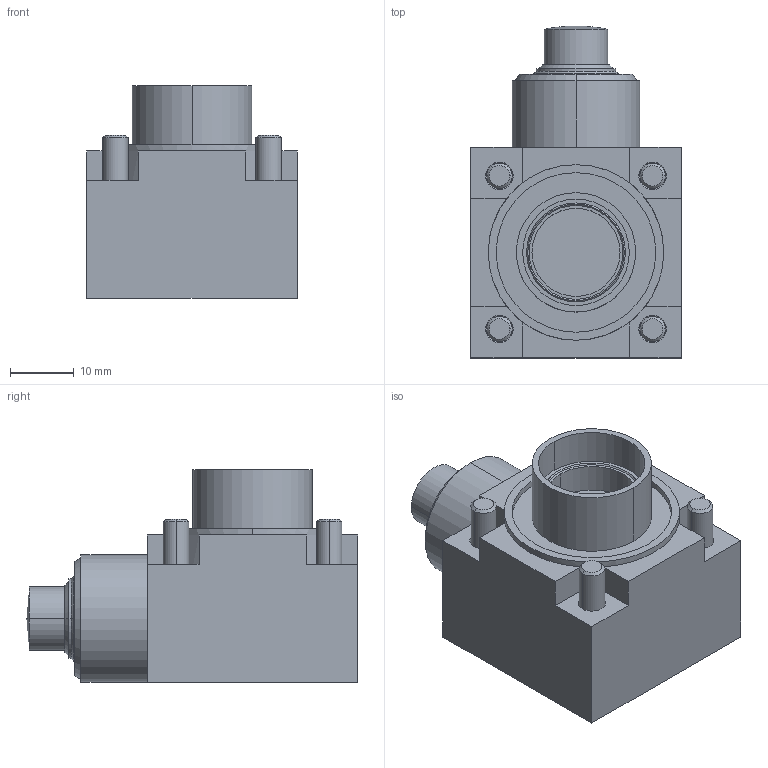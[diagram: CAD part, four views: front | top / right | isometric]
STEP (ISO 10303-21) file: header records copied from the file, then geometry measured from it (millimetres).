
FILE_DESCRIPTION(('STEP AP242'),'1');
FILE_NAME('zcke63.stp','2021-06-02T13:27:22',('TraceParts'),('TraceParts S.A.'),'Spatial InterOp 3D',' ',' ');
FILE_SCHEMA(('AP242_MANAGED_MODEL_BASED_3D_ENGINEERING_MIM_LF {1 0 10303 442 1 1 4}'));
Length unit declared in the file: millimetre
Products named in the file (1): zcke63_1
Bounding box: 33 x 52 x 33.35 mm (x, y, z)
Volume: 32049.7 mm3; surface area: 12550.4 mm2
Topology: 7 solids, 7 shells, 302 faces, 619 edges, 353 vertices
Faces by surface type: plane 150, cylinder 76, cone 50, torus 24, sphere 2
Entity records: 7842 total; most frequent: DIRECTION 1497, CARTESIAN_POINT 1279, ORIENTED_EDGE 1234, EDGE_CURVE 617, AXIS2_PLACEMENT_3D 571, LINE 355, VECTOR 355, VERTEX_POINT 353
